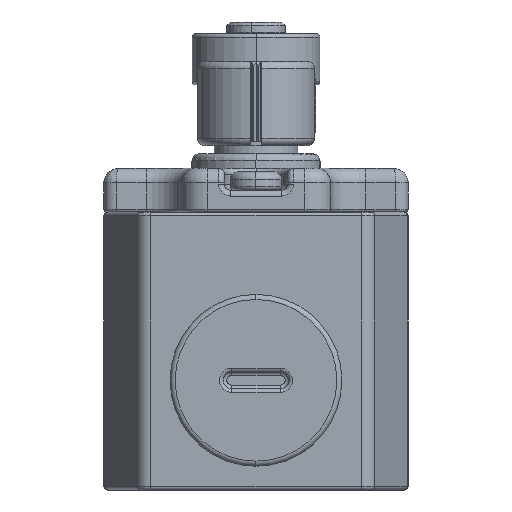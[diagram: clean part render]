
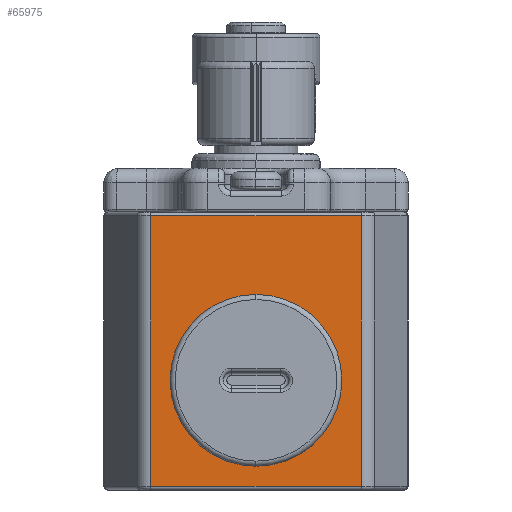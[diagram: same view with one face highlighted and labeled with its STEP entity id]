
A CAD part, front view. The second image highlights one B-rep face of the part: STEP entity #65975.
In plain terms, the highlighted planar face has unit normal (0, -1, 0).
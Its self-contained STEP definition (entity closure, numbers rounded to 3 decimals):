
#452 = FACE_BOUND ( 'NONE', #52565, .T. ) ;
#3229 = CARTESIAN_POINT ( 'NONE',  ( 0., -80., 26. ) ) ;
#3774 = DIRECTION ( 'NONE',  ( 0., 0., 1. ) ) ;
#6269 = CARTESIAN_POINT ( 'NONE',  ( 0., -80., 15. ) ) ;
#7231 = EDGE_CURVE ( 'NONE', #35808, #52781, #16034, .T. ) ;
#7935 = VERTEX_POINT ( 'NONE', #33662 ) ;
#12665 = DIRECTION ( 'NONE',  ( 0., 0., 1. ) ) ;
#12791 = LINE ( 'NONE', #42761, #61858 ) ;
#13000 = ORIENTED_EDGE ( 'NONE', *, *, #74622, .T. ) ;
#13468 = FACE_OUTER_BOUND ( 'NONE', #55944, .T. ) ;
#16034 = LINE ( 'NONE', #30001, #18021 ) ;
#18021 = VECTOR ( 'NONE', #29107, 1000. ) ;
#18763 = AXIS2_PLACEMENT_3D ( 'NONE', #73628, #42191, #3774 ) ;
#24077 = DIRECTION ( 'NONE',  ( 0., 1., 0. ) ) ;
#24840 = EDGE_CURVE ( 'NONE', #43560, #81799, #73637, .T. ) ;
#25728 = ORIENTED_EDGE ( 'NONE', *, *, #24840, .T. ) ;
#29107 = DIRECTION ( 'NONE',  ( 1., 0., 0. ) ) ;
#30001 = CARTESIAN_POINT ( 'NONE',  ( -20.8, -80., 0.5 ) ) ;
#30578 = AXIS2_PLACEMENT_3D ( 'NONE', #6269, #51117, #12665 ) ;
#33662 = CARTESIAN_POINT ( 'NONE',  ( -14.401, -80., 37.5 ) ) ;
#35433 = PLANE ( 'NONE',  #18763 ) ;
#35669 = EDGE_CURVE ( 'NONE', #36014, #7935, #66242, .T. ) ;
#35808 = VERTEX_POINT ( 'NONE', #66331 ) ;
#36014 = VERTEX_POINT ( 'NONE', #36987 ) ;
#36255 = CIRCLE ( 'NONE', #81620, 11. ) ;
#36987 = CARTESIAN_POINT ( 'NONE',  ( 14.401, -80., 37.5 ) ) ;
#40365 = LINE ( 'NONE', #63255, #53396 ) ;
#42191 = DIRECTION ( 'NONE',  ( 0., 1., 0. ) ) ;
#42761 = CARTESIAN_POINT ( 'NONE',  ( -14.401, -80., 38. ) ) ;
#43560 = VERTEX_POINT ( 'NONE', #3229 ) ;
#45613 = ORIENTED_EDGE ( 'NONE', *, *, #7231, .T. ) ;
#45923 = EDGE_CURVE ( 'NONE', #52781, #36014, #40365, .T. ) ;
#49208 = DIRECTION ( 'NONE',  ( 0., 0., -1. ) ) ;
#50950 = CARTESIAN_POINT ( 'NONE',  ( 0., -80., 4. ) ) ;
#51117 = DIRECTION ( 'NONE',  ( 0., 1., 0. ) ) ;
#52565 = EDGE_LOOP ( 'NONE', ( #58674, #25728 ) ) ;
#52781 = VERTEX_POINT ( 'NONE', #72062 ) ;
#53396 = VECTOR ( 'NONE', #69605, 1000. ) ;
#55944 = EDGE_LOOP ( 'NONE', ( #13000, #45613, #68876, #59592 ) ) ;
#58674 = ORIENTED_EDGE ( 'NONE', *, *, #67969, .T. ) ;
#59592 = ORIENTED_EDGE ( 'NONE', *, *, #35669, .T. ) ;
#61858 = VECTOR ( 'NONE', #49208, 1000. ) ;
#62418 = CARTESIAN_POINT ( 'NONE',  ( 0., -80., 15. ) ) ;
#63255 = CARTESIAN_POINT ( 'NONE',  ( 14.401, -80., 38. ) ) ;
#65975 = ADVANCED_FACE ( 'NONE', ( #452, #13468 ), #35433, .F. ) ;
#66242 = LINE ( 'NONE', #71074, #81207 ) ;
#66331 = CARTESIAN_POINT ( 'NONE',  ( -14.401, -80., 0.5 ) ) ;
#67969 = EDGE_CURVE ( 'NONE', #81799, #43560, #36255, .T. ) ;
#68792 = DIRECTION ( 'NONE',  ( 0., 0., 1. ) ) ;
#68876 = ORIENTED_EDGE ( 'NONE', *, *, #45923, .T. ) ;
#69605 = DIRECTION ( 'NONE',  ( 0., 0., 1. ) ) ;
#71074 = CARTESIAN_POINT ( 'NONE',  ( -14.401, -80., 37.5 ) ) ;
#72062 = CARTESIAN_POINT ( 'NONE',  ( 14.401, -80., 0.5 ) ) ;
#73628 = CARTESIAN_POINT ( 'NONE',  ( -20.8, -80., 38. ) ) ;
#73637 = CIRCLE ( 'NONE', #30578, 11. ) ;
#74622 = EDGE_CURVE ( 'NONE', #7935, #35808, #12791, .T. ) ;
#77475 = DIRECTION ( 'NONE',  ( -1., 0., 0. ) ) ;
#81207 = VECTOR ( 'NONE', #77475, 1000. ) ;
#81620 = AXIS2_PLACEMENT_3D ( 'NONE', #62418, #24077, #68792 ) ;
#81799 = VERTEX_POINT ( 'NONE', #50950 ) ;
